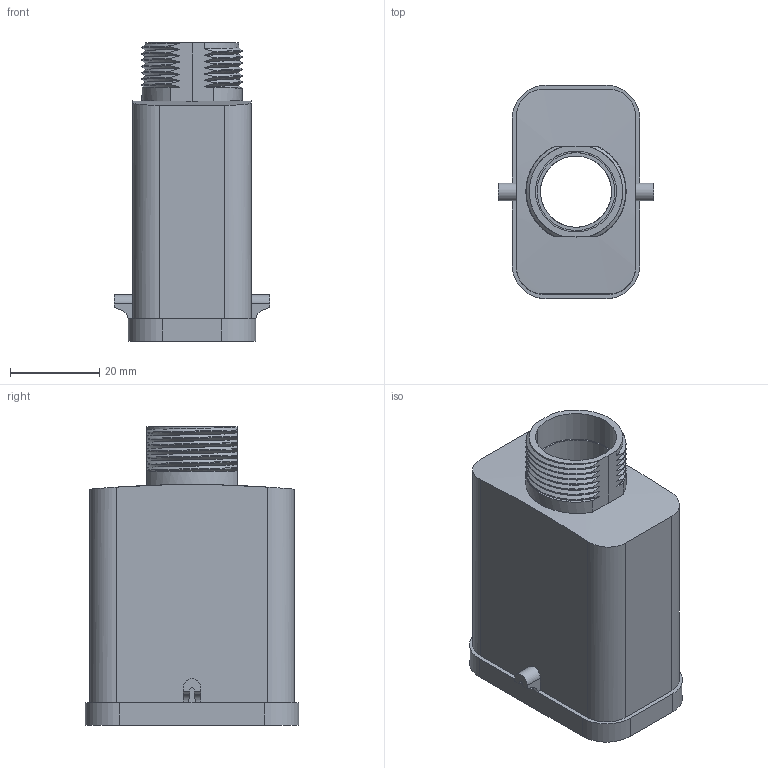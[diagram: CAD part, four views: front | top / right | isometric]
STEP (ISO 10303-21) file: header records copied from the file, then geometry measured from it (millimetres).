
FILE_DESCRIPTION(('CATIA V5 STEP','CAx-IF Rec.Pracs.--- Model Styling and Organization---1.2---2011-12-15'),'2;1');
FILE_NAME ('13410939_2', '2018-08-08T10:33:36+00:00', ('none'), ('Weidmueller'), 'CATIA Version 5-6 Release 2014 SP4 HF52', 'CATIA V5 STEP AP214', 'none');
FILE_SCHEMA(('AUTOMOTIVE_DESIGN { 1 0 10303 214 1 1 1 1 }'));
Length unit declared in the file: millimetre
Products named in the file (1): 1003070000
Bounding box: 35 x 48 x 67 mm (x, y, z)
Volume: 21816.4 mm3; surface area: 22490 mm2
Topology: 1 solids, 1 shells, 229 faces, 635 edges, 422 vertices
Faces by surface type: cylinder 101, plane 85, bspline 43
Entity records: 9650 total; most frequent: CARTESIAN_POINT 4587, ORIENTED_EDGE 1270, DIRECTION 669, EDGE_CURVE 635, VERTEX_POINT 422, VECTOR 299, LINE 299, AXIS2_PLACEMENT_3D 248
